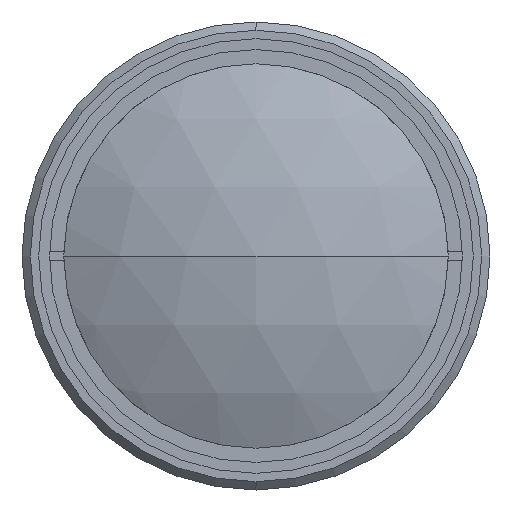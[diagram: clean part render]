
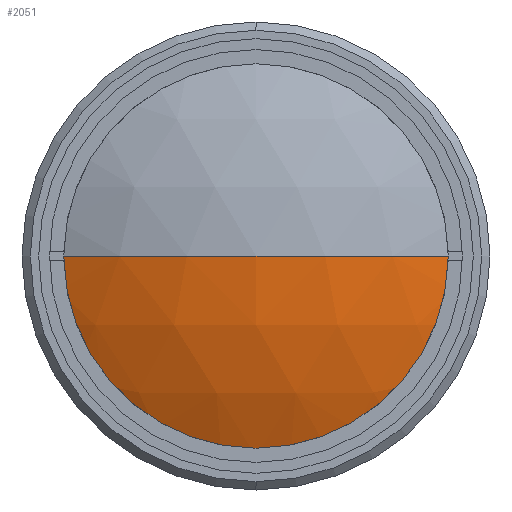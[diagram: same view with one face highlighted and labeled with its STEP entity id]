
A CAD part, left-side view. The second image highlights one B-rep face of the part: STEP entity #2051.
In plain terms, the highlighted spherical face has radius 52.8 mm.
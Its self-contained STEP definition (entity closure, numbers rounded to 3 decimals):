
#195 = CARTESIAN_POINT ( 'NONE',  ( 1.108, 0., 0. ) ) ;
#279 = EDGE_CURVE ( 'NONE', #304, #2210, #2271, .T. ) ;
#289 = EDGE_LOOP ( 'NONE', ( #2002, #530, #2398 ) ) ;
#304 = VERTEX_POINT ( 'NONE', #1777 ) ;
#333 = EDGE_CURVE ( 'NONE', #304, #1409, #2133, .T. ) ;
#374 = FACE_OUTER_BOUND ( 'NONE', #289, .T. ) ;
#530 = ORIENTED_EDGE ( 'NONE', *, *, #1730, .T. ) ;
#533 = CARTESIAN_POINT ( 'NONE',  ( 53.908, 0., 0. ) ) ;
#640 = CARTESIAN_POINT ( 'NONE',  ( 53.908, 0., 0. ) ) ;
#796 = CARTESIAN_POINT ( 'NONE',  ( 6.878, -24., 0. ) ) ;
#945 = DIRECTION ( 'NONE',  ( 0., 0., 1. ) ) ;
#980 = DIRECTION ( 'NONE',  ( -1., 0., 0. ) ) ;
#1050 = CARTESIAN_POINT ( 'NONE',  ( 6.878, 0., 0. ) ) ;
#1126 = DIRECTION ( 'NONE',  ( 0., 0., 1. ) ) ;
#1199 = AXIS2_PLACEMENT_3D ( 'NONE', #640, #1414, #1600 ) ;
#1305 = CIRCLE ( 'NONE', #1199, 52.8 ) ;
#1409 = VERTEX_POINT ( 'NONE', #796 ) ;
#1414 = DIRECTION ( 'NONE',  ( 0., 0., -1. ) ) ;
#1426 = DIRECTION ( 'NONE',  ( 1., 0., 0. ) ) ;
#1600 = DIRECTION ( 'NONE',  ( 0., 1., 0. ) ) ;
#1681 = CARTESIAN_POINT ( 'NONE',  ( 53.908, 0., 0. ) ) ;
#1730 = EDGE_CURVE ( 'NONE', #1409, #2210, #1305, .T. ) ;
#1777 = CARTESIAN_POINT ( 'NONE',  ( 6.878, 24., 0. ) ) ;
#1786 = AXIS2_PLACEMENT_3D ( 'NONE', #533, #2360, #2564 ) ;
#2002 = ORIENTED_EDGE ( 'NONE', *, *, #333, .T. ) ;
#2051 = ADVANCED_FACE ( 'NONE', ( #374 ), #2419, .T. ) ;
#2121 = AXIS2_PLACEMENT_3D ( 'NONE', #1050, #980, #945 ) ;
#2133 = CIRCLE ( 'NONE', #2121, 24. ) ;
#2210 = VERTEX_POINT ( 'NONE', #195 ) ;
#2249 = AXIS2_PLACEMENT_3D ( 'NONE', #1681, #1126, #1426 ) ;
#2271 = CIRCLE ( 'NONE', #2249, 52.8 ) ;
#2360 = DIRECTION ( 'NONE',  ( 0., 0., -1. ) ) ;
#2398 = ORIENTED_EDGE ( 'NONE', *, *, #279, .F. ) ;
#2419 = SPHERICAL_SURFACE ( 'NONE', #1786, 52.8 ) ;
#2564 = DIRECTION ( 'NONE',  ( 0., 1., 0. ) ) ;
